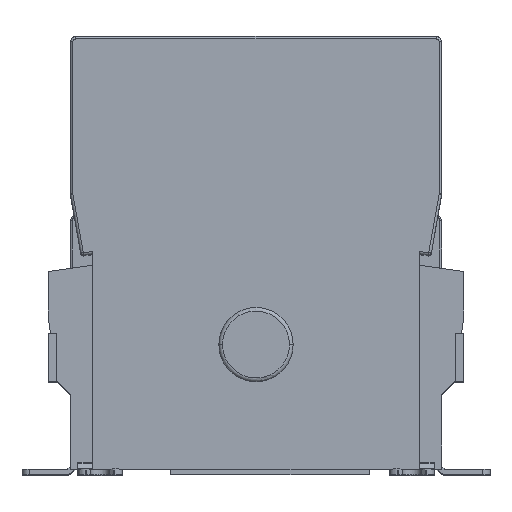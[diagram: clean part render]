
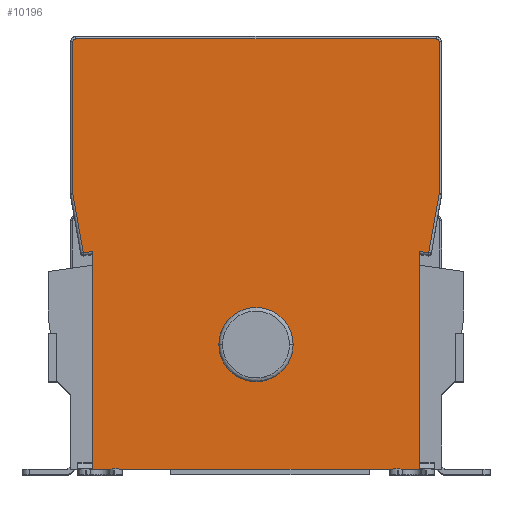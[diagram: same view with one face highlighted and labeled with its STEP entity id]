
A CAD part, top view. The second image highlights one B-rep face of the part: STEP entity #10196.
In plain terms, the highlighted planar face has unit normal (0, 0, 1).
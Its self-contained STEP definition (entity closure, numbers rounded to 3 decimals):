
#918=DIRECTION('',(0.,-1.,0.));
#919=VECTOR('',#918,58.593);
#920=CARTESIAN_POINT('',(44.012,25.062,94.));
#921=LINE('',#920,#919);
#1049=DIRECTION('',(0.,-1.,0.));
#1050=VECTOR('',#1049,58.593);
#1051=CARTESIAN_POINT('',(-43.988,25.062,94.));
#1052=LINE('',#1051,#1050);
#1056=DIRECTION('',(0.99,0.139,0.));
#1057=VECTOR('',#1056,2.535);
#1058=CARTESIAN_POINT('',(-46.499,24.709,94.));
#1059=LINE('',#1058,#1057);
#1063=DIRECTION('',(0.174,-0.985,0.));
#1064=VECTOR('',#1063,16.065);
#1065=CARTESIAN_POINT('',(-49.288,40.53,94.));
#1066=LINE('',#1065,#1064);
#1070=CARTESIAN_POINT('',(-48.488,81.468,94.));
#1071=DIRECTION('',(0.,0.,1.));
#1072=DIRECTION('',(0.,1.,0.));
#1073=AXIS2_PLACEMENT_3D('',#1070,#1071,#1072);
#1078=CARTESIAN_POINT('',(48.512,81.468,94.));
#1079=DIRECTION('',(0.,0.,1.));
#1080=DIRECTION('',(1.,0.,0.));
#1081=AXIS2_PLACEMENT_3D('',#1078,#1079,#1080);
#1086=DIRECTION('',(0.174,0.985,0.));
#1087=VECTOR('',#1086,16.065);
#1088=CARTESIAN_POINT('',(46.522,24.709,94.));
#1089=LINE('',#1088,#1087);
#1093=DIRECTION('',(0.99,-0.139,0.));
#1094=VECTOR('',#1093,2.535);
#1095=CARTESIAN_POINT('',(44.012,25.062,94.));
#1096=LINE('',#1095,#1094);
#1100=DIRECTION('',(1.,0.,0.));
#1101=VECTOR('',#1100,3.931);
#1102=CARTESIAN_POINT('',(40.032,-33.532,94.));
#1103=LINE('',#1102,#1101);
#1107=DIRECTION('',(1.,0.,0.));
#1108=VECTOR('',#1107,5.487);
#1109=CARTESIAN_POINT('',(30.512,-33.532,94.));
#1110=LINE('',#1109,#1108);
#1114=DIRECTION('',(1.,0.,0.));
#1115=VECTOR('',#1114,53.5);
#1116=CARTESIAN_POINT('',(-22.988,-33.532,94.));
#1117=LINE('',#1116,#1115);
#1121=DIRECTION('',(1.,0.,0.));
#1122=VECTOR('',#1121,12.987);
#1123=CARTESIAN_POINT('',(-35.976,-33.532,94.));
#1124=LINE('',#1123,#1122);
#1128=CARTESIAN_POINT('',(0.012,-0.032,94.));
#1129=DIRECTION('',(0.,0.,-1.));
#1130=DIRECTION('',(-1.,0.,0.));
#1131=AXIS2_PLACEMENT_3D('',#1128,#1129,#1130);
#1136=CARTESIAN_POINT('',(0.012,-0.032,94.));
#1137=DIRECTION('',(0.,0.,-1.));
#1138=DIRECTION('',(1.,0.,0.));
#1139=AXIS2_PLACEMENT_3D('',#1136,#1137,#1138);
#1201=CARTESIAN_POINT('',(-43.988,25.062,94.));
#1470=DIRECTION('',(0.,-1.,0.));
#1471=VECTOR('',#1470,40.939);
#1472=CARTESIAN_POINT('',(49.312,81.468,94.));
#1473=LINE('',#1472,#1471);
#1612=DIRECTION('',(0.,1.,0.));
#1613=VECTOR('',#1612,40.939);
#1614=CARTESIAN_POINT('',(-49.288,40.53,94.));
#1615=LINE('',#1614,#1613);
#1643=DIRECTION('',(1.,0.,0.));
#1644=VECTOR('',#1643,97.);
#1645=CARTESIAN_POINT('',(-48.488,82.268,94.));
#1646=LINE('',#1645,#1644);
#3016=DIRECTION('',(-1.,0.,0.));
#3017=VECTOR('',#3016,0.049);
#3018=CARTESIAN_POINT('',(-43.94,-33.532,
94.));
#3019=LINE('',#3018,#3017);
#3278=DIRECTION('',(-1.,0.,0.));
#3279=VECTOR('',#3278,4.033);
#3280=CARTESIAN_POINT('',(-35.976,-33.532,94.));
#3281=LINE('',#3280,#3279);
#4290=DIRECTION('',(-1.,0.,0.));
#4291=VECTOR('',#4290,3.931);
#4292=CARTESIAN_POINT('',(-40.008,-33.532,
94.));
#4293=LINE('',#4292,#4291);
#5349=DIRECTION('',(-1.,0.,0.));
#5350=VECTOR('',#5349,0.049);
#5351=CARTESIAN_POINT('',(44.012,-33.532,94.));
#5352=LINE('',#5351,#5350);
#5559=DIRECTION('',(-1.,0.,0.));
#5560=VECTOR('',#5559,4.033);
#5561=CARTESIAN_POINT('',(40.032,-33.532,94.));
#5562=LINE('',#5561,#5560);
#7835=CARTESIAN_POINT('',(-22.988,-33.532,94.));
#7836=VERTEX_POINT('',#7835);
#8001=CARTESIAN_POINT('',(-40.008,-33.532,
94.));
#8002=CARTESIAN_POINT('',(-43.94,-33.532,
94.));
#8003=VERTEX_POINT('',#8001);
#8004=VERTEX_POINT('',#8002);
#8065=CARTESIAN_POINT('',(-43.988,-33.532,94.));
#8066=VERTEX_POINT('',#8065);
#8067=CARTESIAN_POINT('',(-35.976,-33.532,94.));
#8068=VERTEX_POINT('',#8067);
#8281=CARTESIAN_POINT('',(46.522,24.709,94.));
#8283=VERTEX_POINT('',#8281);
#8486=CARTESIAN_POINT('',(40.032,-33.532,94.));
#8487=CARTESIAN_POINT('',(43.963,-33.532,94.));
#8488=VERTEX_POINT('',#8486);
#8489=VERTEX_POINT('',#8487);
#8490=CARTESIAN_POINT('',(35.999,-33.532,94.));
#8491=VERTEX_POINT('',#8490);
#8724=CARTESIAN_POINT('',(44.012,-33.532,94.));
#8725=VERTEX_POINT('',#8724);
#8726=CARTESIAN_POINT('',(44.012,25.062,94.));
#8727=VERTEX_POINT('',#8726);
#9116=CARTESIAN_POINT('',(49.312,40.53,94.));
#9117=VERTEX_POINT('',#9116);
#9120=CARTESIAN_POINT('',(49.312,81.468,94.));
#9121=VERTEX_POINT('',#9120);
#9124=CARTESIAN_POINT('',(48.512,82.268,94.));
#9125=VERTEX_POINT('',#9124);
#9126=CARTESIAN_POINT('',(-48.488,82.268,94.));
#9127=VERTEX_POINT('',#9126);
#9136=CARTESIAN_POINT('',(-49.288,81.468,94.));
#9137=VERTEX_POINT('',#9136);
#9138=CARTESIAN_POINT('',(-49.288,40.53,94.));
#9139=VERTEX_POINT('',#9138);
#9140=CARTESIAN_POINT('',(-46.499,24.709,94.));
#9141=VERTEX_POINT('',#9140);
#9142=VERTEX_POINT('',#1201);
#9143=CARTESIAN_POINT('',(30.512,-33.532,94.));
#9144=VERTEX_POINT('',#9143);
#9154=CARTESIAN_POINT('',(-9.988,-0.032,94.));
#9155=VERTEX_POINT('',#9154);
#9156=CARTESIAN_POINT('',(10.012,-0.032,94.));
#9157=VERTEX_POINT('',#9156);
#10146=CARTESIAN_POINT('',(0.012,24.368,94.));
#10147=DIRECTION('',(0.,0.,1.));
#10148=DIRECTION('',(1.,0.,0.));
#10149=AXIS2_PLACEMENT_3D('',#10146,#10147,#10148);
#10150=PLANE('',#10149);
#10152=ORIENTED_EDGE('',*,*,#10151,.F.);
#10154=ORIENTED_EDGE('',*,*,#10153,.F.);
#10156=ORIENTED_EDGE('',*,*,#10155,.F.);
#10158=ORIENTED_EDGE('',*,*,#10157,.T.);
#10160=ORIENTED_EDGE('',*,*,#10159,.F.);
#10162=ORIENTED_EDGE('',*,*,#10161,.T.);
#10164=ORIENTED_EDGE('',*,*,#10163,.F.);
#10166=ORIENTED_EDGE('',*,*,#10165,.T.);
#10168=ORIENTED_EDGE('',*,*,#10167,.F.);
#10170=ORIENTED_EDGE('',*,*,#10169,.F.);
#10171=ORIENTED_EDGE('',*,*,#10108,.T.);
#10173=ORIENTED_EDGE('',*,*,#10172,.T.);
#10175=ORIENTED_EDGE('',*,*,#10174,.F.);
#10177=ORIENTED_EDGE('',*,*,#10176,.T.);
#10178=ORIENTED_EDGE('',*,*,#9241,.F.);
#10180=ORIENTED_EDGE('',*,*,#10179,.F.);
#10181=ORIENTED_EDGE('',*,*,#9369,.F.);
#10183=ORIENTED_EDGE('',*,*,#10182,.T.);
#10185=ORIENTED_EDGE('',*,*,#10184,.T.);
#10187=ORIENTED_EDGE('',*,*,#10186,.T.);
#10188=EDGE_LOOP('',(#10152,#10154,#10156,#10158,#10160,#10162,#10164,#10166,
#10168,#10170,#10171,#10173,#10175,#10177,#10178,#10180,#10181,#10183,#10185,
#10187));
#10189=FACE_OUTER_BOUND('',#10188,.F.);
#10191=ORIENTED_EDGE('',*,*,#10190,.F.);
#10193=ORIENTED_EDGE('',*,*,#10192,.F.);
#10194=EDGE_LOOP('',(#10191,#10193));
#10195=FACE_BOUND('',#10194,.F.);
#10196=ADVANCED_FACE('',(#10189,#10195),#10150,.T.);
#1074=CIRCLE('',#1073,0.8);
#1082=CIRCLE('',#1081,0.8);
#1132=CIRCLE('',#1131,10.);
#1140=CIRCLE('',#1139,10.);
#9241=EDGE_CURVE('',#9144,#8491,#1110,.T.);
#9369=EDGE_CURVE('',#8068,#7836,#1124,.T.);
#10108=EDGE_CURVE('',#8727,#8725,#921,.T.);
#10151=EDGE_CURVE('',#9142,#8066,#1052,.T.);
#10153=EDGE_CURVE('',#9141,#9142,#1059,.T.);
#10155=EDGE_CURVE('',#9139,#9141,#1066,.T.);
#10157=EDGE_CURVE('',#9139,#9137,#1615,.T.);
#10159=EDGE_CURVE('',#9127,#9137,#1074,.T.);
#10161=EDGE_CURVE('',#9127,#9125,#1646,.T.);
#10163=EDGE_CURVE('',#9121,#9125,#1082,.T.);
#10165=EDGE_CURVE('',#9121,#9117,#1473,.T.);
#10167=EDGE_CURVE('',#8283,#9117,#1089,.T.);
#10169=EDGE_CURVE('',#8727,#8283,#1096,.T.);
#10172=EDGE_CURVE('',#8725,#8489,#5352,.T.);
#10174=EDGE_CURVE('',#8488,#8489,#1103,.T.);
#10176=EDGE_CURVE('',#8488,#8491,#5562,.T.);
#10179=EDGE_CURVE('',#7836,#9144,#1117,.T.);
#10182=EDGE_CURVE('',#8068,#8003,#3281,.T.);
#10184=EDGE_CURVE('',#8003,#8004,#4293,.T.);
#10186=EDGE_CURVE('',#8004,#8066,#3019,.T.);
#10190=EDGE_CURVE('',#9155,#9157,#1132,.T.);
#10192=EDGE_CURVE('',#9157,#9155,#1140,.T.);
